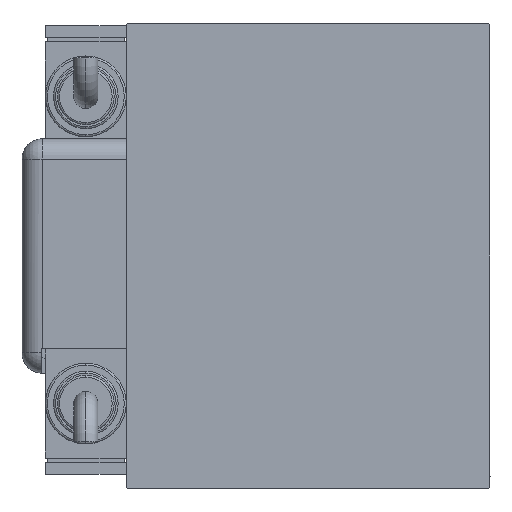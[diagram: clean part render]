
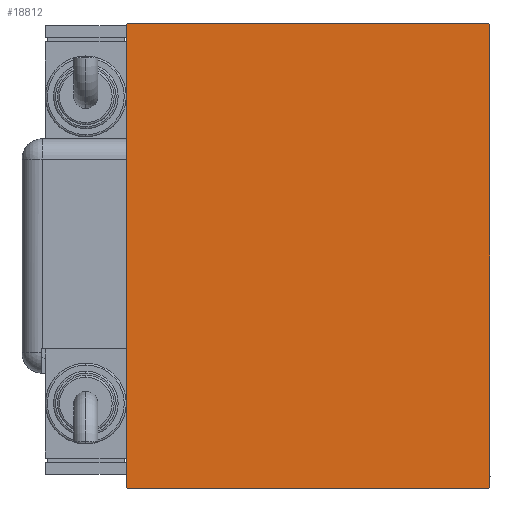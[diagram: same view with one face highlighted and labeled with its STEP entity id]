
A CAD part, left-side view. The second image highlights one B-rep face of the part: STEP entity #18812.
In plain terms, the highlighted face is planar.
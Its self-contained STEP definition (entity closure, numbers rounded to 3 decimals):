
#1310 = LINE ( 'NONE', #31904, #42362 ) ;
#2059 = LINE ( 'NONE', #57266, #39874 ) ;
#2878 = ORIENTED_EDGE ( 'NONE', *, *, #11327, .T. ) ;
#4213 = ORIENTED_EDGE ( 'NONE', *, *, #51495, .T. ) ;
#8147 = CARTESIAN_POINT ( 'NONE',  ( 108., 44.7, 57.5 ) ) ;
#9348 = LINE ( 'NONE', #28331, #25216 ) ;
#10235 = DIRECTION ( 'NONE',  ( 0., 0.707, 0.707 ) ) ;
#10922 = VERTEX_POINT ( 'NONE', #30266 ) ;
#11327 = EDGE_CURVE ( 'NONE', #41858, #54385, #2059, .T. ) ;
#12073 = EDGE_CURVE ( 'NONE', #33015, #20640, #45359, .T. ) ;
#13683 = EDGE_CURVE ( 'NONE', #48078, #33015, #57457, .T. ) ;
#13856 = VECTOR ( 'NONE', #56321, 1000. ) ;
#14001 = CARTESIAN_POINT ( 'NONE',  ( 108., 45., 57.5 ) ) ;
#15263 = ORIENTED_EDGE ( 'NONE', *, *, #13683, .T. ) ;
#16165 = VERTEX_POINT ( 'NONE', #37582 ) ;
#18667 = ORIENTED_EDGE ( 'NONE', *, *, #38113, .T. ) ;
#18812 = ADVANCED_FACE ( 'NONE', ( #45588 ), #36385, .T. ) ;
#20121 = CARTESIAN_POINT ( 'NONE',  ( 108., -45., -57.5 ) ) ;
#20640 = VERTEX_POINT ( 'NONE', #8147 ) ;
#20974 = EDGE_CURVE ( 'NONE', #10922, #16165, #28733, .T. ) ;
#21956 = CARTESIAN_POINT ( 'NONE',  ( 108., 51.1, 51.1 ) ) ;
#22321 = DIRECTION ( 'NONE',  ( 0., -1., 0. ) ) ;
#23055 = DIRECTION ( 'NONE',  ( 0., 0., -1. ) ) ;
#25068 = CARTESIAN_POINT ( 'NONE',  ( 108., 45., -57.2 ) ) ;
#25216 = VECTOR ( 'NONE', #46416, 1000. ) ;
#25921 = LINE ( 'NONE', #57092, #43087 ) ;
#26223 = CARTESIAN_POINT ( 'NONE',  ( 108., -45., 57.2 ) ) ;
#28011 = VECTOR ( 'NONE', #22321, 1000. ) ;
#28331 = CARTESIAN_POINT ( 'NONE',  ( 108., -45., 57.5 ) ) ;
#28525 = CARTESIAN_POINT ( 'NONE',  ( 108., 45., 57.2 ) ) ;
#28733 = LINE ( 'NONE', #20121, #13856 ) ;
#30266 = CARTESIAN_POINT ( 'NONE',  ( 108., -44.7, -57.5 ) ) ;
#31217 = EDGE_LOOP ( 'NONE', ( #55459, #43170, #15263, #48867, #18667, #2878, #4213, #45370 ) ) ;
#31904 = CARTESIAN_POINT ( 'NONE',  ( 108., 51.1, -51.1 ) ) ;
#32537 = DIRECTION ( 'NONE',  ( 1., 0., 0. ) ) ;
#33015 = VERTEX_POINT ( 'NONE', #28525 ) ;
#34316 = CARTESIAN_POINT ( 'NONE',  ( 108., 45., -57.5 ) ) ;
#34866 = EDGE_CURVE ( 'NONE', #40373, #10922, #25921, .T. ) ;
#34897 = DIRECTION ( 'NONE',  ( 0., 0., 1. ) ) ;
#36385 = PLANE ( 'NONE',  #52341 ) ;
#36405 = CARTESIAN_POINT ( 'NONE',  ( 108., -44.7, 57.5 ) ) ;
#37582 = CARTESIAN_POINT ( 'NONE',  ( 108., 44.7, -57.5 ) ) ;
#38113 = EDGE_CURVE ( 'NONE', #20640, #41858, #54661, .T. ) ;
#38977 = DIRECTION ( 'NONE',  ( 0., 0.707, -0.707 ) ) ;
#39035 = VECTOR ( 'NONE', #34897, 1000. ) ;
#39874 = VECTOR ( 'NONE', #47162, 1000. ) ;
#40373 = VERTEX_POINT ( 'NONE', #49662 ) ;
#41858 = VERTEX_POINT ( 'NONE', #36405 ) ;
#42362 = VECTOR ( 'NONE', #10235, 1000. ) ;
#42711 = VECTOR ( 'NONE', #44782, 1000. ) ;
#43087 = VECTOR ( 'NONE', #38977, 1000. ) ;
#43134 = EDGE_CURVE ( 'NONE', #16165, #48078, #1310, .T. ) ;
#43170 = ORIENTED_EDGE ( 'NONE', *, *, #43134, .T. ) ;
#44782 = DIRECTION ( 'NONE',  ( 0., -0.707, 0.707 ) ) ;
#45359 = LINE ( 'NONE', #21956, #42711 ) ;
#45370 = ORIENTED_EDGE ( 'NONE', *, *, #34866, .T. ) ;
#45588 = FACE_OUTER_BOUND ( 'NONE', #31217, .T. ) ;
#46416 = DIRECTION ( 'NONE',  ( 0., 0., -1. ) ) ;
#47162 = DIRECTION ( 'NONE',  ( 0., -0.707, -0.707 ) ) ;
#48078 = VERTEX_POINT ( 'NONE', #25068 ) ;
#48867 = ORIENTED_EDGE ( 'NONE', *, *, #12073, .T. ) ;
#49662 = CARTESIAN_POINT ( 'NONE',  ( 108., -45., -57.2 ) ) ;
#51495 = EDGE_CURVE ( 'NONE', #54385, #40373, #9348, .T. ) ;
#52341 = AXIS2_PLACEMENT_3D ( 'NONE', #58665, #32537, #23055 ) ;
#54385 = VERTEX_POINT ( 'NONE', #26223 ) ;
#54661 = LINE ( 'NONE', #14001, #28011 ) ;
#55459 = ORIENTED_EDGE ( 'NONE', *, *, #20974, .T. ) ;
#56321 = DIRECTION ( 'NONE',  ( 0., 1., 0. ) ) ;
#57092 = CARTESIAN_POINT ( 'NONE',  ( 108., -51.1, -51.1 ) ) ;
#57266 = CARTESIAN_POINT ( 'NONE',  ( 108., -51.1, 51.1 ) ) ;
#57457 = LINE ( 'NONE', #34316, #39035 ) ;
#58665 = CARTESIAN_POINT ( 'NONE',  ( 108., 0., 0. ) ) ;
